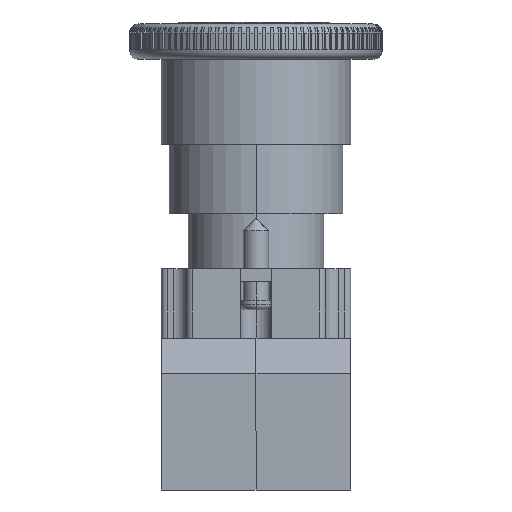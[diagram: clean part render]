
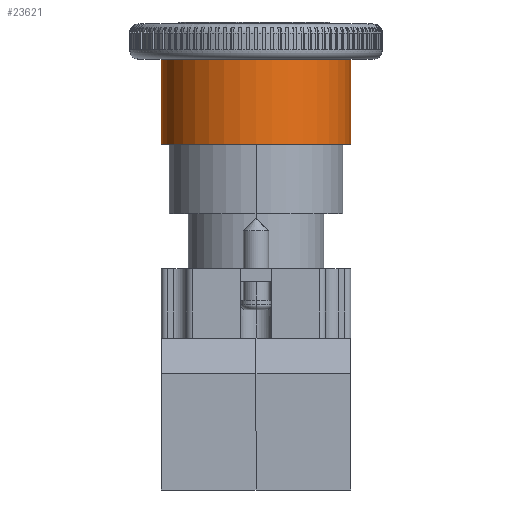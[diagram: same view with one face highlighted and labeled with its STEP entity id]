
A CAD part, front view. The second image highlights one B-rep face of the part: STEP entity #23621.
In plain terms, the highlighted cylindrical face has radius 15 mm (diameter 30 mm), a partial arc.
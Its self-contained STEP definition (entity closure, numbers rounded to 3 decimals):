
#116 = LINE ( 'NONE', #18644, #14559 ) ;
#717 = CARTESIAN_POINT ( 'NONE',  ( 0., 0., 19.7 ) ) ;
#1026 = CIRCLE ( 'NONE', #9881, 15. ) ;
#1496 = FACE_OUTER_BOUND ( 'NONE', #29357, .T. ) ;
#2304 = ORIENTED_EDGE ( 'NONE', *, *, #9649, .F. ) ;
#3555 = CARTESIAN_POINT ( 'NONE',  ( -15., 0., 19.7 ) ) ;
#4682 = AXIS2_PLACEMENT_3D ( 'NONE', #32074, #31919, #30129 ) ;
#4752 = VECTOR ( 'NONE', #8816, 1000. ) ;
#6032 = LINE ( 'NONE', #32457, #4752 ) ;
#6477 = CARTESIAN_POINT ( 'NONE',  ( 15., 0., 33.1 ) ) ;
#7834 = VERTEX_POINT ( 'NONE', #30204 ) ;
#8816 = DIRECTION ( 'NONE',  ( 0., 0., -1. ) ) ;
#9649 = EDGE_CURVE ( 'NONE', #7834, #32331, #1026, .T. ) ;
#9881 = AXIS2_PLACEMENT_3D ( 'NONE', #23140, #31261, #17826 ) ;
#11473 = DIRECTION ( 'NONE',  ( 1., 0., 0. ) ) ;
#13711 = DIRECTION ( 'NONE',  ( 0., 0., 1. ) ) ;
#14559 = VECTOR ( 'NONE', #16044, 1000. ) ;
#14891 = CIRCLE ( 'NONE', #33056, 15. ) ;
#15570 = ORIENTED_EDGE ( 'NONE', *, *, #19968, .F. ) ;
#16007 = ORIENTED_EDGE ( 'NONE', *, *, #21513, .T. ) ;
#16044 = DIRECTION ( 'NONE',  ( 0., 0., -1. ) ) ;
#17826 = DIRECTION ( 'NONE',  ( 1., 0., 0. ) ) ;
#18644 = CARTESIAN_POINT ( 'NONE',  ( 15., 0., 38.7 ) ) ;
#19968 = EDGE_CURVE ( 'NONE', #32331, #32249, #116, .T. ) ;
#20006 = VERTEX_POINT ( 'NONE', #3555 ) ;
#21513 = EDGE_CURVE ( 'NONE', #7834, #20006, #6032, .T. ) ;
#23140 = CARTESIAN_POINT ( 'NONE',  ( 0., 0., 33.1 ) ) ;
#23621 = ADVANCED_FACE ( 'NONE', ( #1496 ), #24166, .T. ) ;
#24166 = CYLINDRICAL_SURFACE ( 'NONE', #4682, 15. ) ;
#26776 = EDGE_CURVE ( 'NONE', #20006, #32249, #14891, .T. ) ;
#29357 = EDGE_LOOP ( 'NONE', ( #15570, #2304, #16007, #32025 ) ) ;
#30129 = DIRECTION ( 'NONE',  ( -1., 0., 0. ) ) ;
#30204 = CARTESIAN_POINT ( 'NONE',  ( -15., 0., 33.1 ) ) ;
#31261 = DIRECTION ( 'NONE',  ( 0., 0., 1. ) ) ;
#31718 = CARTESIAN_POINT ( 'NONE',  ( 15., 0., 19.7 ) ) ;
#31919 = DIRECTION ( 'NONE',  ( 0., 0., -1. ) ) ;
#32025 = ORIENTED_EDGE ( 'NONE', *, *, #26776, .T. ) ;
#32074 = CARTESIAN_POINT ( 'NONE',  ( 0., 0., 38.7 ) ) ;
#32249 = VERTEX_POINT ( 'NONE', #31718 ) ;
#32331 = VERTEX_POINT ( 'NONE', #6477 ) ;
#32457 = CARTESIAN_POINT ( 'NONE',  ( -15., 0., 38.7 ) ) ;
#33056 = AXIS2_PLACEMENT_3D ( 'NONE', #717, #13711, #11473 ) ;
